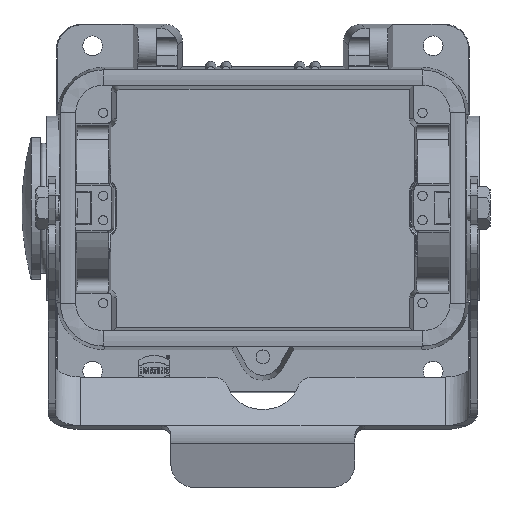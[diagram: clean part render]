
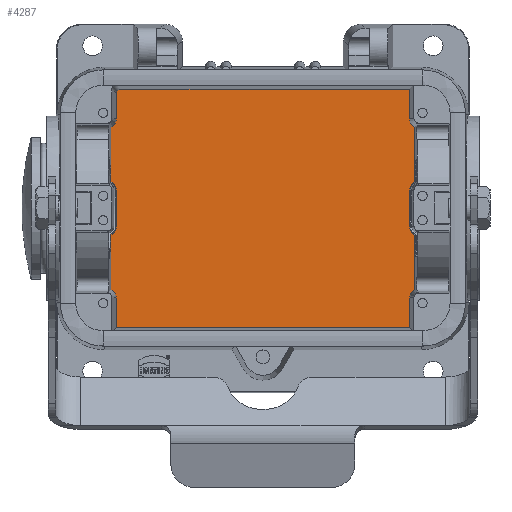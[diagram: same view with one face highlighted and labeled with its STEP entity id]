
A CAD part, top view. The second image highlights one B-rep face of the part: STEP entity #4287.
In plain terms, the highlighted planar face has unit normal (0, 0, 1).
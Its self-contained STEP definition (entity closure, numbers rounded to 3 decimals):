
#57=ELLIPSE('',#11492,1.5,1.5);
#2241=LINE('',#15321,#3024);
#2246=LINE('',#15363,#3029);
#2252=LINE('',#15433,#3035);
#2257=LINE('',#15462,#3040);
#2261=LINE('',#15504,#3044);
#2265=LINE('',#15531,#3048);
#2547=LINE('',#16818,#3330);
#2548=LINE('',#16820,#3331);
#2549=LINE('',#16821,#3332);
#2550=LINE('',#16823,#3333);
#2551=LINE('',#16825,#3334);
#2552=LINE('',#16830,#3335);
#3024=VECTOR('',#12548,1.);
#3029=VECTOR('',#12565,1.);
#3035=VECTOR('',#12595,1.);
#3040=VECTOR('',#12612,1.);
#3044=VECTOR('',#12632,1.);
#3048=VECTOR('',#12648,1.);
#3330=VECTOR('',#13274,1.);
#3331=VECTOR('',#13275,1.);
#3332=VECTOR('',#13276,1.);
#3333=VECTOR('',#13277,1.);
#3334=VECTOR('',#13278,1.);
#3335=VECTOR('',#13283,1.);
#4287=ADVANCED_FACE('',(#5098),#4769,.T.);
#4769=PLANE('',#11748);
#5098=FACE_OUTER_BOUND('',#5605,.T.);
#5605=EDGE_LOOP('',(#6944,#6945,#6946,#6947,#6948,#6949,#6950,#6951,#6952,
#6953,#6954,#6955,#6956,#6957,#6958,#6959,#6960,#6961,#6962,#6963,#6964));
#6944=ORIENTED_EDGE('',*,*,#10123,.F.);
#6945=ORIENTED_EDGE('',*,*,#9561,.T.);
#6946=ORIENTED_EDGE('',*,*,#10124,.F.);
#6947=ORIENTED_EDGE('',*,*,#10043,.F.);
#6948=ORIENTED_EDGE('',*,*,#9704,.F.);
#6949=ORIENTED_EDGE('',*,*,#9655,.T.);
#6950=ORIENTED_EDGE('',*,*,#9647,.T.);
#6951=ORIENTED_EDGE('',*,*,#9697,.T.);
#6952=ORIENTED_EDGE('',*,*,#9715,.F.);
#6953=ORIENTED_EDGE('',*,*,#10041,.T.);
#6954=ORIENTED_EDGE('',*,*,#10125,.T.);
#6955=ORIENTED_EDGE('',*,*,#10126,.F.);
#6956=ORIENTED_EDGE('',*,*,#10127,.F.);
#6957=ORIENTED_EDGE('',*,*,#10128,.T.);
#6958=ORIENTED_EDGE('',*,*,#9679,.T.);
#6959=ORIENTED_EDGE('',*,*,#9677,.T.);
#6960=ORIENTED_EDGE('',*,*,#9659,.F.);
#6961=ORIENTED_EDGE('',*,*,#9666,.F.);
#6962=ORIENTED_EDGE('',*,*,#9691,.T.);
#6963=ORIENTED_EDGE('',*,*,#10129,.F.);
#6964=ORIENTED_EDGE('',*,*,#10130,.T.);
#8687=VERTEX_POINT('',#15098);
#8689=VERTEX_POINT('',#15101);
#8763=VERTEX_POINT('',#15315);
#8766=VERTEX_POINT('',#15320);
#8772=VERTEX_POINT('',#15346);
#8774=VERTEX_POINT('',#15357);
#8777=VERTEX_POINT('',#15362);
#8783=VERTEX_POINT('',#15383);
#8791=VERTEX_POINT('',#15423);
#8792=VERTEX_POINT('',#15434);
#8801=VERTEX_POINT('',#15461);
#8805=VERTEX_POINT('',#15479);
#8810=VERTEX_POINT('',#15505);
#8818=VERTEX_POINT('',#15530);
#9088=VERTEX_POINT('',#16538);
#9089=VERTEX_POINT('',#16542);
#9115=VERTEX_POINT('',#16819);
#9116=VERTEX_POINT('',#16822);
#9117=VERTEX_POINT('',#16824);
#9118=VERTEX_POINT('',#16826);
#9119=VERTEX_POINT('',#16829);
#9561=EDGE_CURVE('',#8689,#8687,#57,.T.);
#9647=EDGE_CURVE('',#8763,#8766,#2241,.T.);
#9655=EDGE_CURVE('',#8772,#8763,#10853,.T.);
#9659=EDGE_CURVE('',#8777,#8774,#2246,.T.);
#9666=EDGE_CURVE('',#8783,#8777,#10854,.T.);
#9677=EDGE_CURVE('',#8791,#8774,#10857,.T.);
#9679=EDGE_CURVE('',#8792,#8791,#2252,.T.);
#9691=EDGE_CURVE('',#8783,#8801,#2257,.T.);
#9697=EDGE_CURVE('',#8766,#8805,#10858,.T.);
#9704=EDGE_CURVE('',#8772,#8810,#2261,.T.);
#9715=EDGE_CURVE('',#8818,#8805,#2265,.T.);
#10041=EDGE_CURVE('',#8818,#9088,#10905,.T.);
#10043=EDGE_CURVE('',#8810,#9089,#10906,.T.);
#10123=EDGE_CURVE('',#8689,#9115,#2547,.T.);
#10124=EDGE_CURVE('',#9089,#8687,#2548,.T.);
#10125=EDGE_CURVE('',#9088,#9116,#2549,.T.);
#10126=EDGE_CURVE('',#9117,#9116,#2550,.T.);
#10127=EDGE_CURVE('',#9118,#9117,#2551,.T.);
#10128=EDGE_CURVE('',#9118,#8792,#10917,.T.);
#10129=EDGE_CURVE('',#9119,#8801,#10918,.T.);
#10130=EDGE_CURVE('',#9119,#9115,#2552,.T.);
#10853=CIRCLE('',#11539,2.93);
#10854=CIRCLE('',#11545,2.93);
#10857=CIRCLE('',#11551,2.93);
#10858=CIRCLE('',#11563,2.93);
#10905=CIRCLE('',#11689,2.93);
#10906=CIRCLE('',#11691,2.93);
#10917=CIRCLE('',#11746,2.93);
#10918=CIRCLE('',#11747,2.93);
#11492=AXIS2_PLACEMENT_3D('',#15100,#12417,#12418);
#11539=AXIS2_PLACEMENT_3D('',#15354,#12557,#12558);
#11545=AXIS2_PLACEMENT_3D('',#15384,#12575,#12576);
#11551=AXIS2_PLACEMENT_3D('',#15430,#12589,#12590);
#11563=AXIS2_PLACEMENT_3D('',#15480,#12621,#12622);
#11689=AXIS2_PLACEMENT_3D('',#16539,#13113,#13114);
#11691=AXIS2_PLACEMENT_3D('',#16543,#13118,#13119);
#11746=AXIS2_PLACEMENT_3D('',#16827,#13279,#13280);
#11747=AXIS2_PLACEMENT_3D('',#16828,#13281,#13282);
#11748=AXIS2_PLACEMENT_3D('',#16831,#13284,#13285);
#12417=DIRECTION('',(0.,0.,1.));
#12418=DIRECTION('',(0.707,-0.707,0.));
#12548=DIRECTION('',(0.,-1.,0.));
#12557=DIRECTION('',(0.,0.,-1.));
#12558=DIRECTION('',(1.,0.,0.));
#12565=DIRECTION('',(0.,-1.,0.));
#12575=DIRECTION('',(0.,0.,1.));
#12576=DIRECTION('',(1.,0.,0.));
#12589=DIRECTION('',(0.,0.,-1.));
#12590=DIRECTION('',(1.,0.,0.));
#12595=DIRECTION('',(0.,1.,0.));
#12612=DIRECTION('',(0.,1.,0.));
#12621=DIRECTION('',(0.,0.,-1.));
#12622=DIRECTION('',(1.,0.,0.));
#12632=DIRECTION('',(0.,1.,0.));
#12648=DIRECTION('',(0.,1.,0.));
#13113=DIRECTION('',(0.,0.,-1.));
#13114=DIRECTION('',(1.,0.,0.));
#13118=DIRECTION('',(0.,0.,1.));
#13119=DIRECTION('',(1.,0.,0.));
#13274=DIRECTION('',(1.,0.,0.));
#13275=DIRECTION('',(0.,1.,0.));
#13276=DIRECTION('',(0.,-1.,0.));
#13277=DIRECTION('',(-1.,0.,0.));
#13278=DIRECTION('',(0.,-1.,0.));
#13279=DIRECTION('',(0.,0.,-1.));
#13280=DIRECTION('',(1.,0.,0.));
#13281=DIRECTION('',(0.,0.,1.));
#13282=DIRECTION('',(1.,0.,0.));
#13283=DIRECTION('',(0.,1.,0.));
#13284=DIRECTION('',(0.,0.,1.));
#13285=DIRECTION('',(1.,0.,0.));
#15098=CARTESIAN_POINT('',(-47.795,37.371,-81.9));
#15100=CARTESIAN_POINT('',(-46.295,37.37,-81.9));
#15101=CARTESIAN_POINT('',(-46.296,38.871,-81.9));
#15315=CARTESIAN_POINT('',(-47.795,5.9,-81.9));
#15320=CARTESIAN_POINT('',(-47.795,-5.9,-81.9));
#15321=CARTESIAN_POINT('',(-47.795,0.,-81.9));
#15346=CARTESIAN_POINT('',(-49.496,8.559,-81.9));
#15354=CARTESIAN_POINT('',(-50.725,5.9,-81.9));
#15357=CARTESIAN_POINT('',(47.795,-5.9,-81.9));
#15362=CARTESIAN_POINT('',(47.795,5.9,-81.9));
#15363=CARTESIAN_POINT('',(47.795,0.,-81.9));
#15383=CARTESIAN_POINT('',(49.496,8.559,-81.9));
#15384=CARTESIAN_POINT('',(50.725,5.9,-81.9));
#15423=CARTESIAN_POINT('',(49.496,-8.559,-81.9));
#15430=CARTESIAN_POINT('',(50.725,-5.9,-81.9));
#15433=CARTESIAN_POINT('',(49.496,0.,-81.9));
#15434=CARTESIAN_POINT('',(49.496,-26.541,-81.9));
#15461=CARTESIAN_POINT('',(49.496,26.541,-81.9));
#15462=CARTESIAN_POINT('',(49.496,0.,-81.9));
#15479=CARTESIAN_POINT('',(-49.496,-8.559,-81.9));
#15480=CARTESIAN_POINT('',(-50.725,-5.9,-81.9));
#15504=CARTESIAN_POINT('',(-49.496,0.,-81.9));
#15505=CARTESIAN_POINT('',(-49.496,26.541,-81.9));
#15530=CARTESIAN_POINT('',(-49.496,-26.541,-81.9));
#15531=CARTESIAN_POINT('',(-49.496,0.,-81.9));
#16538=CARTESIAN_POINT('',(-47.795,-29.2,-81.9));
#16539=CARTESIAN_POINT('',(-50.725,-29.2,-81.9));
#16542=CARTESIAN_POINT('',(-47.795,29.2,-81.9));
#16543=CARTESIAN_POINT('',(-50.725,29.2,-81.9));
#16818=CARTESIAN_POINT('',(0.,38.871,-81.9));
#16819=CARTESIAN_POINT('',(47.795,38.871,-81.9));
#16820=CARTESIAN_POINT('',(-47.795,0.,-81.9));
#16821=CARTESIAN_POINT('',(-47.795,-34.75,-81.9));
#16822=CARTESIAN_POINT('',(-47.795,-38.871,-81.9));
#16823=CARTESIAN_POINT('',(0.,-38.871,-81.9));
#16824=CARTESIAN_POINT('',(47.795,-38.871,-81.9));
#16825=CARTESIAN_POINT('',(47.795,0.,-81.9));
#16826=CARTESIAN_POINT('',(47.795,-29.2,-81.9));
#16827=CARTESIAN_POINT('',(50.725,-29.2,-81.9));
#16828=CARTESIAN_POINT('',(50.725,29.2,-81.9));
#16829=CARTESIAN_POINT('',(47.795,29.2,-81.9));
#16830=CARTESIAN_POINT('',(47.795,34.75,-81.9));
#16831=CARTESIAN_POINT('',(0.,0.,-81.9));
